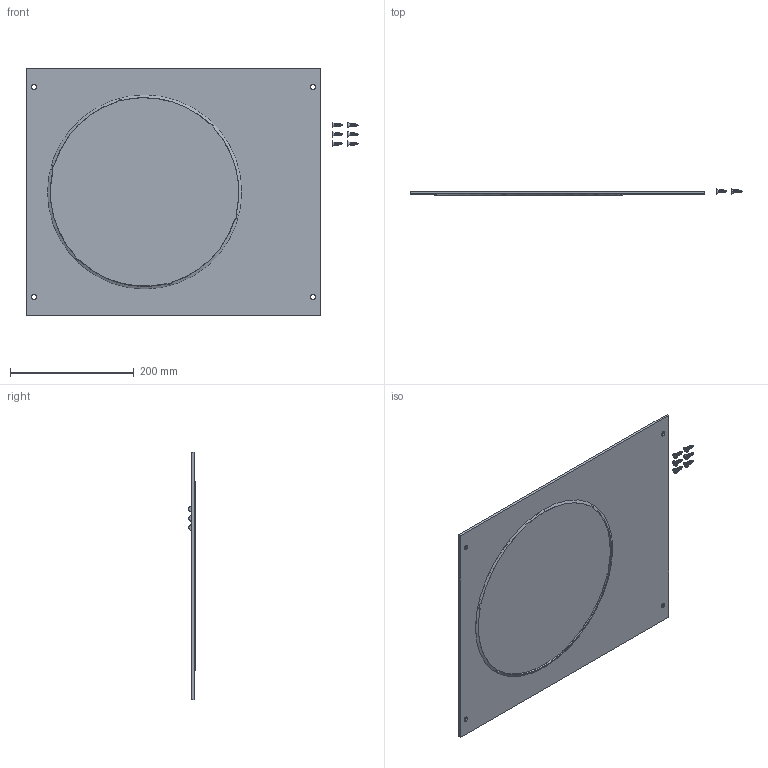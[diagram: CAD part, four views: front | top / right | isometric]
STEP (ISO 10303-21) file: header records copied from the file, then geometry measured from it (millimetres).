
FILE_DESCRIPTION (( 'STEP AP203' ), '1' );
FILE_NAME ('32821HA_1-7425124.step', '2014-06-05T13:05:52', ( 'oborz' ), ( 'Microsoft' ), 'SwSTEP 2.0', 'SolidWorks 2013', '' );
FILE_SCHEMA (( 'CONFIG_CONTROL_DESIGN' ));
Length unit declared in the file: millimetre
Products named in the file (4): 35104457; 43948HA_39401036; 42955C; 32821HA_1-7425124
Assembly tree (8 placements, depth 2):
  32821HA_1-7425124
    43948HA_39401036
    42955C
    35104457  x6
Bounding box: 537.5 x 10.73 x 400 mm (x, y, z)
Volume: 695137.5 mm3; surface area: 404138 mm2
Topology: 8 solids, 8 shells, 428 faces, 1192 edges, 774 vertices
Faces by surface type: cylinder 182, cone 76, plane 74, bspline 72, torus 24
Entity records: 7342 total; most frequent: CARTESIAN_POINT 3571, ORIENTED_EDGE 734, DIRECTION 632, EDGE_CURVE 367, AXIS2_PLACEMENT_3D 252, VERTEX_POINT 239, EDGE_LOOP 144, ADVANCED_FACE 133
